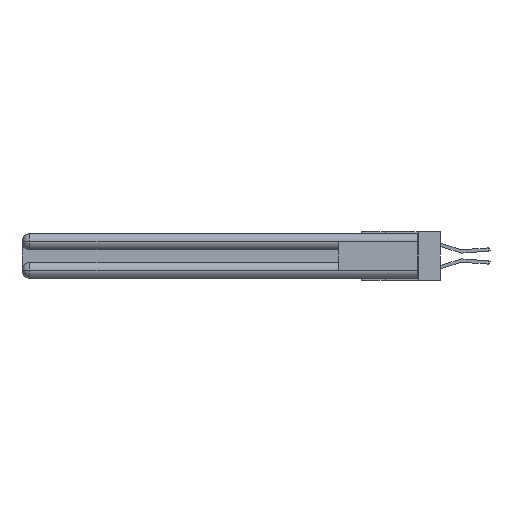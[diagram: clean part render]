
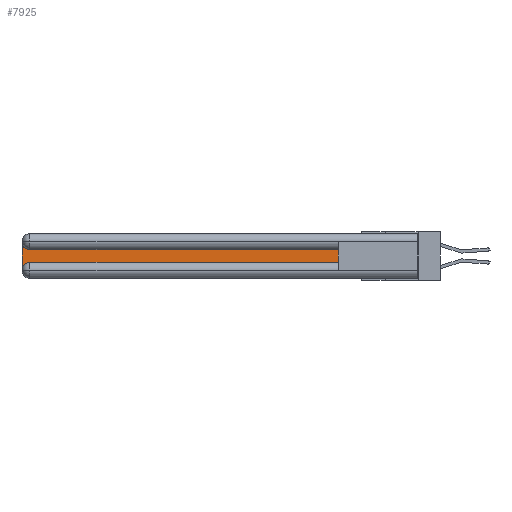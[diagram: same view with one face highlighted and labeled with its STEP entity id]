
A CAD part, left-side view. The second image highlights one B-rep face of the part: STEP entity #7925.
In plain terms, the highlighted planar face has unit normal (-1, 0, 0).
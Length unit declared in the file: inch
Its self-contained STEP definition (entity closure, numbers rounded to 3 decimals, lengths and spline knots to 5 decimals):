
#262 = LINE ( 'NONE', #23940, #26862 ) ;
#1161 = ORIENTED_EDGE ( 'NONE', *, *, #21973, .T. ) ;
#2403 = DIRECTION ( 'NONE',  ( 1., 0., 0. ) ) ;
#2857 = DIRECTION ( 'NONE',  ( 0., 0., -1. ) ) ;
#2889 = CARTESIAN_POINT ( 'NONE',  ( 0.075, 3., -0.1225 ) ) ;
#3122 = EDGE_LOOP ( 'NONE', ( #16409, #1161, #19781, #8080, #7552, #27657 ) ) ;
#3416 = AXIS2_PLACEMENT_3D ( 'NONE', #7117, #11549, #17942 ) ;
#4157 = CARTESIAN_POINT ( 'NONE',  ( 0.075, 2.94, -0.1225 ) ) ;
#4257 = DIRECTION ( 'NONE',  ( 0., 0., -1. ) ) ;
#4460 = CARTESIAN_POINT ( 'NONE',  ( 0.075, 2.94, -0.2175 ) ) ;
#4566 = EDGE_CURVE ( 'NONE', #7898, #9397, #26607, .T. ) ;
#4838 = VERTEX_POINT ( 'NONE', #24067 ) ;
#5157 = DIRECTION ( 'NONE',  ( 0., 0., -1. ) ) ;
#6421 = CARTESIAN_POINT ( 'NONE',  ( 0.075, 0.6, -0.2175 ) ) ;
#6624 = VERTEX_POINT ( 'NONE', #18285 ) ;
#6773 = CIRCLE ( 'NONE', #3416, 0.06 ) ;
#7117 = CARTESIAN_POINT ( 'NONE',  ( 0.075, 2.94, -0.2775 ) ) ;
#7552 = ORIENTED_EDGE ( 'NONE', *, *, #4566, .T. ) ;
#7898 = VERTEX_POINT ( 'NONE', #4460 ) ;
#7925 = ADVANCED_FACE ( 'NONE', ( #26054 ), #27450, .F. ) ;
#8080 = ORIENTED_EDGE ( 'NONE', *, *, #24728, .T. ) ;
#8266 = DIRECTION ( 'NONE',  ( 0., 0., 1. ) ) ;
#8654 = DIRECTION ( 'NONE',  ( 0., -1., 0. ) ) ;
#9397 = VERTEX_POINT ( 'NONE', #28083 ) ;
#9912 = VECTOR ( 'NONE', #2857, 39.37008 ) ;
#9936 = EDGE_CURVE ( 'NONE', #9397, #6624, #13916, .T. ) ;
#10564 = VERTEX_POINT ( 'NONE', #4157 ) ;
#11549 = DIRECTION ( 'NONE',  ( 1., 0., 0. ) ) ;
#11917 = EDGE_CURVE ( 'NONE', #6624, #10564, #262, .T. ) ;
#13916 = LINE ( 'NONE', #28232, #28343 ) ;
#16238 = CARTESIAN_POINT ( 'NONE',  ( 0.075, 3., -0.2175 ) ) ;
#16409 = ORIENTED_EDGE ( 'NONE', *, *, #11917, .T. ) ;
#17626 = CARTESIAN_POINT ( 'NONE',  ( 0.075, 2.94, -0.0625 ) ) ;
#17942 = DIRECTION ( 'NONE',  ( 0., 0., -1. ) ) ;
#18285 = CARTESIAN_POINT ( 'NONE',  ( 0.075, 0.6, -0.1225 ) ) ;
#18320 = AXIS2_PLACEMENT_3D ( 'NONE', #17626, #2403, #4257 ) ;
#18489 = DIRECTION ( 'NONE',  ( 1., 0., 0. ) ) ;
#19781 = ORIENTED_EDGE ( 'NONE', *, *, #24181, .T. ) ;
#21098 = CIRCLE ( 'NONE', #18320, 0.06 ) ;
#21973 = EDGE_CURVE ( 'NONE', #10564, #26960, #21098, .T. ) ;
#23888 = CARTESIAN_POINT ( 'NONE',  ( 0.075, 3., -0.0625 ) ) ;
#23940 = CARTESIAN_POINT ( 'NONE',  ( 0.075, 0.6, -0.1225 ) ) ;
#24067 = CARTESIAN_POINT ( 'NONE',  ( 0.075, 3., -0.2775 ) ) ;
#24181 = EDGE_CURVE ( 'NONE', #26960, #4838, #28548, .T. ) ;
#24728 = EDGE_CURVE ( 'NONE', #4838, #7898, #6773, .T. ) ;
#24833 = DIRECTION ( 'NONE',  ( 0., 1., 0. ) ) ;
#25176 = AXIS2_PLACEMENT_3D ( 'NONE', #2889, #18489, #5157 ) ;
#26054 = FACE_OUTER_BOUND ( 'NONE', #3122, .T. ) ;
#26607 = LINE ( 'NONE', #6421, #28342 ) ;
#26862 = VECTOR ( 'NONE', #24833, 39.37008 ) ;
#26960 = VERTEX_POINT ( 'NONE', #23888 ) ;
#27450 = PLANE ( 'NONE',  #25176 ) ;
#27657 = ORIENTED_EDGE ( 'NONE', *, *, #9936, .T. ) ;
#28083 = CARTESIAN_POINT ( 'NONE',  ( 0.075, 0.6, -0.2175 ) ) ;
#28232 = CARTESIAN_POINT ( 'NONE',  ( 0.075, 0.6, -0.2175 ) ) ;
#28342 = VECTOR ( 'NONE', #8654, 39.37008 ) ;
#28343 = VECTOR ( 'NONE', #8266, 39.37008 ) ;
#28548 = LINE ( 'NONE', #16238, #9912 ) ;
